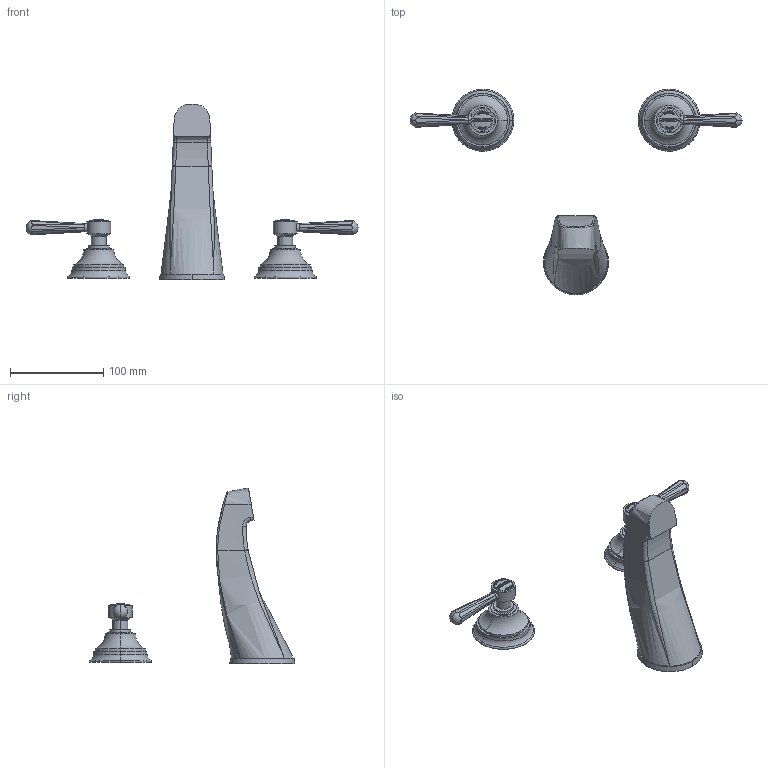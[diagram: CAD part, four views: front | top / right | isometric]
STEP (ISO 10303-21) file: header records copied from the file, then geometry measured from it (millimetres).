
FILE_DESCRIPTION((''),'2;1');
FILE_NAME('3-1665_SW0001','2020-12-01T12:41:43',('rsmith'),(''),'CREO PARAMETRIC BY PTC INC, 2018400','CREO PARAMETRIC BY PTC INC, 2018400','');
FILE_SCHEMA(('AUTOMOTIVE_DESIGN { 1 0 10303 214 1 1 1 1 }'));
Length unit declared in the file: inch
Products named in the file (1): 3-1665_SW0001
Bounding box: 356.18 x 220.66 x 188.67 mm (x, y, z)
Volume: 531678.3 mm3; surface area: 68673.3 mm2
Topology: 5 solids, 5 shells, 857 faces, 2311 edges, 1512 vertices
Faces by surface type: plane 414, cylinder 280, sphere 64, bspline 49, torus 20, extrusion 20, cone 10
Entity records: 46518 total; most frequent: CARTESIAN_POINT 13665, ORIENTED_EDGE 4606, DIRECTION 4210, PRESENTATION_STYLE_ASSIGNMENT 2984, STYLED_ITEM 2308, CURVE_STYLE 2303, EDGE_CURVE 2303, AXIS2_PLACEMENT_3D 1732
